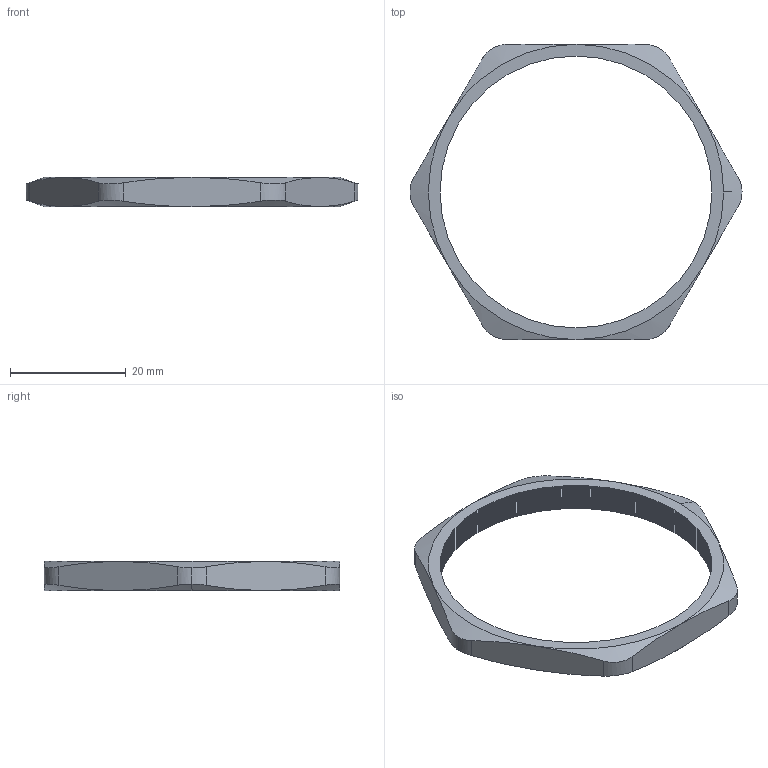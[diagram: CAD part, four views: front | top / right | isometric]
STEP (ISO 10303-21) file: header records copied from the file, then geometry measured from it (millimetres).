
FILE_DESCRIPTION (( 'STEP AP203' ), '1' );
FILE_NAME ('NP-36-BR.STEP', '2008-04-02T05:24:38', ( 'Baystate-05' ), ( 'BayState InfoTech' ), 'SwSTEP 2.0', 'SolidWorks 2007', '' );
FILE_SCHEMA (( 'CONFIG_CONTROL_DESIGN' ));
Length unit declared in the file: inch
Products named in the file (1): NP-36-BR
Bounding box: 57.38 x 51.05 x 5.08 mm (x, y, z)
Volume: 2235.4 mm3; surface area: 3243 mm2
Topology: 1 solids, 1 shells, 127 faces, 266 edges, 141 vertices
Faces by surface type: cone 112, plane 8, cylinder 7
Entity records: 3566 total; most frequent: CARTESIAN_POINT 814, DIRECTION 597, ORIENTED_EDGE 532, EDGE_CURVE 266, AXIS2_PLACEMENT_3D 242, VERTEX_POINT 141, EDGE_LOOP 129, ADVANCED_FACE 127
